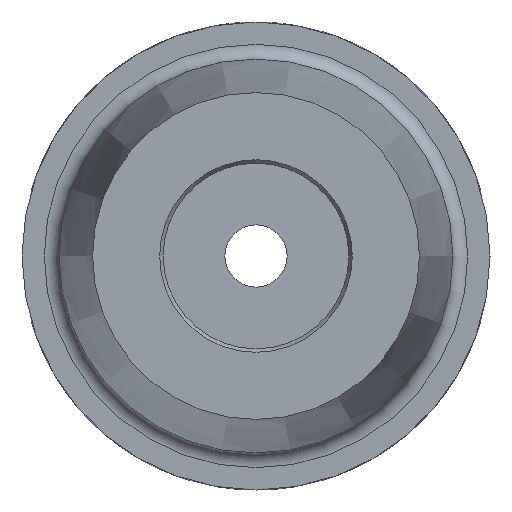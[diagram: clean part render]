
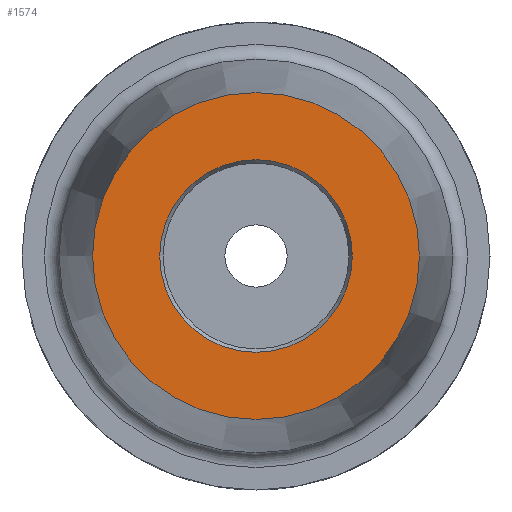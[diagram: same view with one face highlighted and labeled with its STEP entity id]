
A CAD part, left-side view. The second image highlights one B-rep face of the part: STEP entity #1574.
In plain terms, the highlighted planar face has unit normal (-1, 0, 0).
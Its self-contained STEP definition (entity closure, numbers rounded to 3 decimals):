
#137=FACE_BOUND('',#300,.T.);
#156=PLANE('',#1718);
#204=FACE_OUTER_BOUND('',#299,.T.);
#299=EDGE_LOOP('',(#1137,#1138));
#300=EDGE_LOOP('',(#1139));
#539=CIRCLE('',#1714,12.962);
#542=CIRCLE('',#1719,22.);
#543=CIRCLE('',#1720,22.);
#655=VERTEX_POINT('',#2828);
#658=VERTEX_POINT('',#2838);
#659=VERTEX_POINT('',#2839);
#842=EDGE_CURVE('',#655,#655,#539,.T.);
#847=EDGE_CURVE('',#658,#659,#542,.T.);
#848=EDGE_CURVE('',#659,#658,#543,.T.);
#1137=ORIENTED_EDGE('',*,*,#847,.F.);
#1138=ORIENTED_EDGE('',*,*,#848,.F.);
#1139=ORIENTED_EDGE('',*,*,#842,.F.);
#1574=ADVANCED_FACE('',(#204,#137),#156,.T.);
#1714=AXIS2_PLACEMENT_3D('',#2829,#1965,#1966);
#1718=AXIS2_PLACEMENT_3D('',#2837,#1975,#1976);
#1719=AXIS2_PLACEMENT_3D('',#2840,#1977,#1978);
#1720=AXIS2_PLACEMENT_3D('',#2841,#1979,#1980);
#1965=DIRECTION('center_axis',(-1.,0.,0.));
#1966=DIRECTION('ref_axis',(0.,0.,-1.));
#1975=DIRECTION('center_axis',(-1.,0.,0.));
#1976=DIRECTION('ref_axis',(0.,0.,1.));
#1977=DIRECTION('center_axis',(1.,0.,0.));
#1978=DIRECTION('ref_axis',(0.,1.,0.));
#1979=DIRECTION('center_axis',(1.,0.,0.));
#1980=DIRECTION('ref_axis',(0.,1.,0.));
#2828=CARTESIAN_POINT('',(-120.,0.,12.962));
#2829=CARTESIAN_POINT('Origin',(-120.,0.,0.));
#2837=CARTESIAN_POINT('Origin',(-120.,11.,0.));
#2838=CARTESIAN_POINT('',(-120.,22.,0.));
#2839=CARTESIAN_POINT('',(-120.,-22.,0.));
#2840=CARTESIAN_POINT('Origin',(-120.,0.,0.));
#2841=CARTESIAN_POINT('Origin',(-120.,0.,0.));
